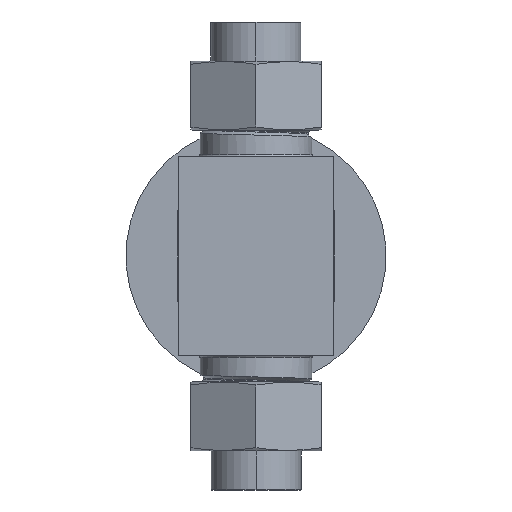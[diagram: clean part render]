
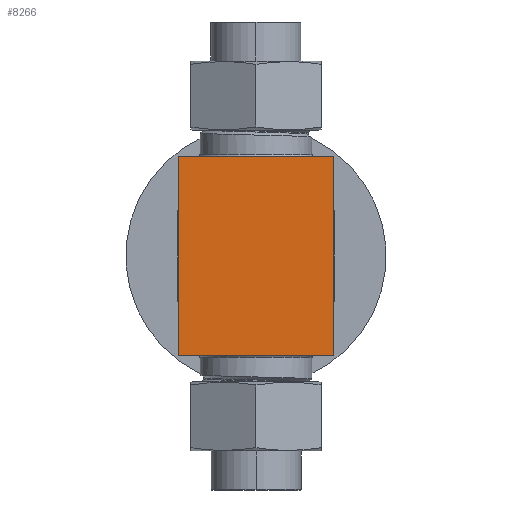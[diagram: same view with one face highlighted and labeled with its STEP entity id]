
A CAD part, front view. The second image highlights one B-rep face of the part: STEP entity #8266.
In plain terms, the highlighted planar face has unit normal (0, -1, 0).
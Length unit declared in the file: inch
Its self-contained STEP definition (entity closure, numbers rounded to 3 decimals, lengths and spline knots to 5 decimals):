
#1429 = FACE_OUTER_BOUND ( 'NONE', #12749, .T. ) ;
#1636 = EDGE_CURVE ( 'Defeatured_0_78+Defeatured_0_80+Defeatured_0_86+Defeatured_0_85', #8256, #9850, #11172, .T. ) ;
#1898 = ORIENTED_EDGE ( 'NONE', *, *, #4189, .T. ) ;
#2063 = DIRECTION ( 'NONE',  ( 1., 0., 0. ) ) ;
#2176 = VECTOR ( 'NONE', #3910, 39.37008 ) ;
#2281 = PLANE ( 'NONE',  #8015 ) ;
#3453 = DIRECTION ( 'NONE',  ( -1., 0., 0. ) ) ;
#3910 = DIRECTION ( 'NONE',  ( 0., 0., 1. ) ) ;
#4189 = EDGE_CURVE ( 'Defeatured_0_80+Defeatured_0_79+Defeatured_0_86+Defeatured_0_85', #12704, #9459, #6710, .T. ) ;
#4553 = LINE ( 'NONE', #14902, #13058 ) ;
#6610 = ORIENTED_EDGE ( 'NONE', *, *, #1636, .F. ) ;
#6710 = LINE ( 'NONE', #10209, #12824 ) ;
#6879 = ORIENTED_EDGE ( 'NONE', *, *, #7171, .F. ) ;
#6904 = CARTESIAN_POINT ( 'NONE',  ( -0.49022, 0.15902, -0.47423 ) ) ;
#7171 = EDGE_CURVE ( 'Defeatured_0_86+Defeatured_0_80+Defeatured_0_79+Defeatured_0_78', #12704, #8256, #14127, .T. ) ;
#7680 = EDGE_CURVE ( 'Defeatured_0_80+Defeatured_0_85+Defeatured_0_79+Defeatured_0_78', #9459, #9850, #4553, .T. ) ;
#7718 = ORIENTED_EDGE ( 'NONE', *, *, #7680, .T. ) ;
#8015 = AXIS2_PLACEMENT_3D ( 'NONE', #6904, #10421, #3453 ) ;
#8097 = VECTOR ( 'NONE', #14319, 39.37008 ) ;
#8256 = VERTEX_POINT ( 'NONE', #14919 ) ;
#8266 = ADVANCED_FACE ( 'Defeatured_0_80', ( #1429 ), #2281, .F. ) ;
#9197 = CARTESIAN_POINT ( 'NONE',  ( 0.63478, 0.15902, 2.55676 ) ) ;
#9459 = VERTEX_POINT ( 'NONE', #13293 ) ;
#9850 = VERTEX_POINT ( 'NONE', #9197 ) ;
#10209 = CARTESIAN_POINT ( 'NONE',  ( -0.49022, 0.15902, 1.11676 ) ) ;
#10421 = DIRECTION ( 'NONE',  ( 0., 1., 0. ) ) ;
#11172 = LINE ( 'NONE', #14524, #8097 ) ;
#12034 = CARTESIAN_POINT ( 'NONE',  ( -0.49022, 0.15902, -0.47423 ) ) ;
#12156 = CARTESIAN_POINT ( 'NONE',  ( -0.49022, 0.15902, 1.11676 ) ) ;
#12704 = VERTEX_POINT ( 'NONE', #12156 ) ;
#12749 = EDGE_LOOP ( 'NONE', ( #6610, #6879, #1898, #7718 ) ) ;
#12824 = VECTOR ( 'NONE', #2063, 39.37008 ) ;
#13058 = VECTOR ( 'NONE', #13760, 39.37008 ) ;
#13293 = CARTESIAN_POINT ( 'NONE',  ( 0.63478, 0.15902, 1.11676 ) ) ;
#13760 = DIRECTION ( 'NONE',  ( 0., 0., 1. ) ) ;
#14127 = LINE ( 'NONE', #12034, #2176 ) ;
#14319 = DIRECTION ( 'NONE',  ( 1., 0., 0. ) ) ;
#14524 = CARTESIAN_POINT ( 'NONE',  ( -0.49022, 0.15902, 2.55676 ) ) ;
#14902 = CARTESIAN_POINT ( 'NONE',  ( 0.63478, 0.15902, -0.47423 ) ) ;
#14919 = CARTESIAN_POINT ( 'NONE',  ( -0.49022, 0.15902, 2.55676 ) ) ;
